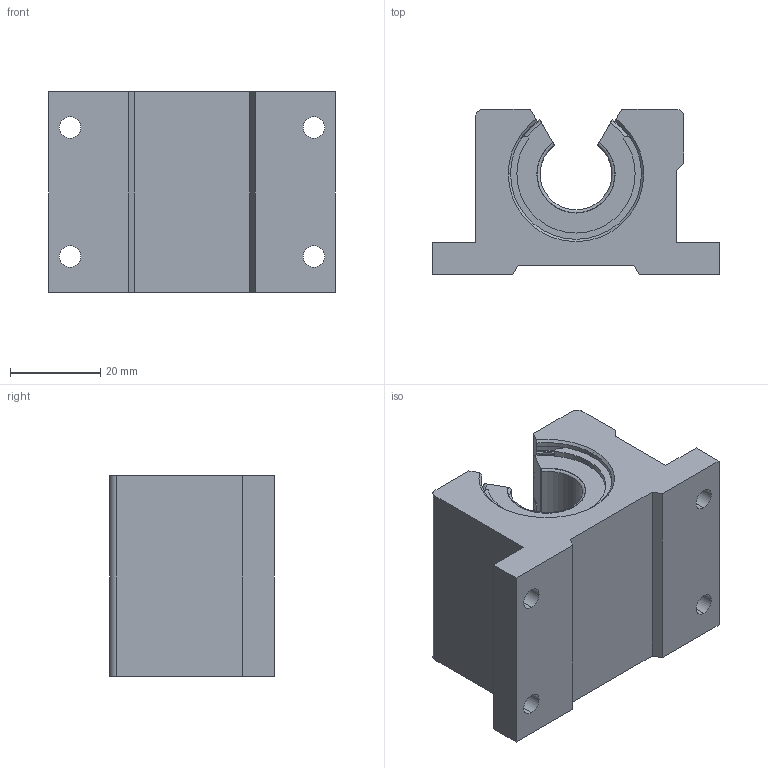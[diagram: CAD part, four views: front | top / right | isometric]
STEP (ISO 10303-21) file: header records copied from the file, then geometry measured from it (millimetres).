
FILE_DESCRIPTION (( 'STEP AP214' ), '1' );
FILE_NAME ('PillowBlock_F8A050CDCC.step', '2019-07-08T18:57:22', ( '' ), ( '' ), 'SwSTEP 2.0', 'SolidWorks 2018', '' );
FILE_SCHEMA (( 'AUTOMOTIVE_DESIGN' ));
Length unit declared in the file: inch
Products named in the file (3): DQMhO6qU6W_CADModel_0; PillowBlock_F8A050CDCC
Assembly tree (1 placements, depth 2):
  PillowBlock_F8A050CDCC
    DQMhO6qU6W_CADModel_0
  DQMhO6qU6W_CADModel_0
Bounding box: 63.5 x 36.5 x 44.45 mm (x, y, z)
Volume: 59463.8 mm3; surface area: 25683.7 mm2
Topology: 8 solids, 8 shells, 213 faces, 556 edges, 358 vertices
Faces by surface type: cylinder 94, plane 54, cone 45, torus 16, bspline 4
Entity records: 10097 total; most frequent: CARTESIAN_POINT 1836, DIRECTION 1158, ORIENTED_EDGE 1112, EDGE_CURVE 556, AXIS2_PLACEMENT_3D 460, VERTEX_POINT 358, CIRCLE 246, LINE 238
